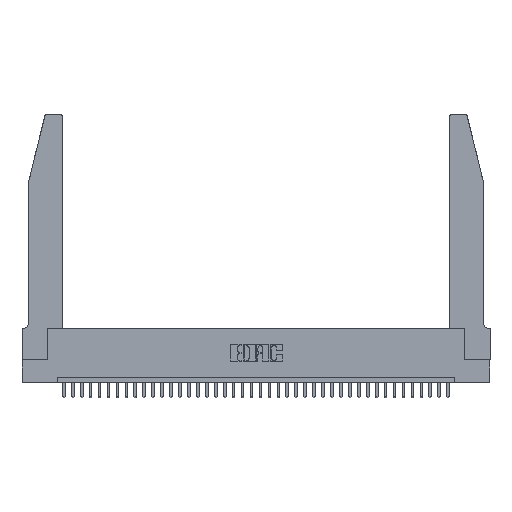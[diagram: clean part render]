
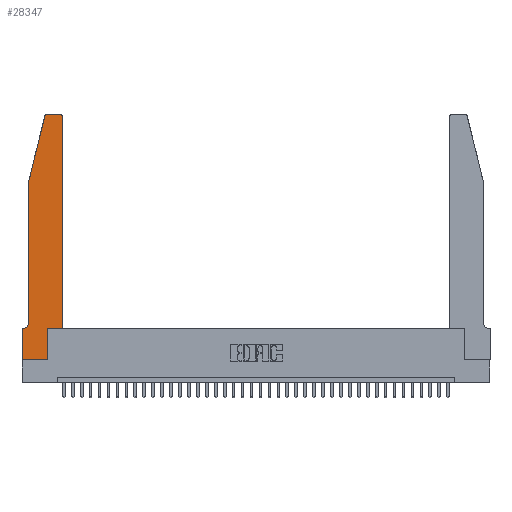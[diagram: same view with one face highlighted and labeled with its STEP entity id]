
A CAD part, top view. The second image highlights one B-rep face of the part: STEP entity #28347.
In plain terms, the highlighted planar face has unit normal (0, 0, 1).
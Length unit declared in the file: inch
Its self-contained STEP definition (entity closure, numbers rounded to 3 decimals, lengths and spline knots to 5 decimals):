
#439 = CARTESIAN_POINT ( 'NONE',  ( 0.4505, 0.35, 0.37 ) ) ;
#746 = CARTESIAN_POINT ( 'NONE',  ( 0., 0.35, 0.37 ) ) ;
#1291 = DIRECTION ( 'NONE',  ( 0., 1., 0. ) ) ;
#1436 = CARTESIAN_POINT ( 'NONE',  ( 0.0055, 0.35, 0.37 ) ) ;
#1474 = CARTESIAN_POINT ( 'NONE',  ( 0.4505, 2.72, 0.37 ) ) ;
#1604 = DIRECTION ( 'NONE',  ( 0., -1., 0. ) ) ;
#1610 = ORIENTED_EDGE ( 'NONE', *, *, #11027, .T. ) ;
#1639 = ORIENTED_EDGE ( 'NONE', *, *, #8353, .T. ) ;
#1782 = EDGE_CURVE ( 'NONE', #27024, #20445, #37327, .T. ) ;
#2061 = DIRECTION ( 'NONE',  ( 0., 0., -1. ) ) ;
#2449 = ORIENTED_EDGE ( 'NONE', *, *, #14023, .T. ) ;
#2548 = CARTESIAN_POINT ( 'NONE',  ( 0.4505, 0.35, 0.37 ) ) ;
#2834 = VECTOR ( 'NONE', #22447, 39.37008 ) ;
#2836 = DIRECTION ( 'NONE',  ( 1., 0., 0. ) ) ;
#2842 = CARTESIAN_POINT ( 'NONE',  ( 0.0755, 0.42, 0.37 ) ) ;
#3100 = VECTOR ( 'NONE', #27567, 39.37008 ) ;
#3218 = VERTEX_POINT ( 'NONE', #2842 ) ;
#3545 = CIRCLE ( 'NONE', #6746, 0.03 ) ;
#3591 = VERTEX_POINT ( 'NONE', #17137 ) ;
#4980 = DIRECTION ( 'NONE',  ( -1., 0., 0. ) ) ;
#6146 = VERTEX_POINT ( 'NONE', #439 ) ;
#6178 = EDGE_LOOP ( 'NONE', ( #20544, #27845, #2449, #29929, #1639, #9805, #14279, #15666, #6970, #8790, #1610, #14700 ) ) ;
#6746 = AXIS2_PLACEMENT_3D ( 'NONE', #19683, #20189, #2836 ) ;
#6970 = ORIENTED_EDGE ( 'NONE', *, *, #1782, .T. ) ;
#7517 = CARTESIAN_POINT ( 'NONE',  ( 0.0755, 2., 0.37 ) ) ;
#7549 = VECTOR ( 'NONE', #25437, 39.37008 ) ;
#7631 = CARTESIAN_POINT ( 'NONE',  ( 0.0755, 0.35, 0.37 ) ) ;
#7917 = FACE_OUTER_BOUND ( 'NONE', #6178, .T. ) ;
#8013 = LINE ( 'NONE', #10823, #7549 ) ;
#8258 = LINE ( 'NONE', #7517, #2834 ) ;
#8353 = EDGE_CURVE ( 'NONE', #3218, #34471, #28028, .T. ) ;
#8358 = CARTESIAN_POINT ( 'NONE',  ( 0.2865, 0., 0.37 ) ) ;
#8547 = VERTEX_POINT ( 'NONE', #746 ) ;
#8790 = ORIENTED_EDGE ( 'NONE', *, *, #9778, .T. ) ;
#9060 = LINE ( 'NONE', #2548, #33263 ) ;
#9344 = CARTESIAN_POINT ( 'NONE',  ( 0., 0., 0.37 ) ) ;
#9778 = EDGE_CURVE ( 'NONE', #20445, #6146, #37452, .T. ) ;
#9805 = ORIENTED_EDGE ( 'NONE', *, *, #26949, .T. ) ;
#10045 = EDGE_CURVE ( 'NONE', #22203, #27024, #10566, .T. ) ;
#10566 = LINE ( 'NONE', #9344, #31095 ) ;
#10823 = CARTESIAN_POINT ( 'NONE',  ( 0.0755, 2., 0.37 ) ) ;
#11027 = EDGE_CURVE ( 'NONE', #6146, #33015, #9060, .T. ) ;
#12223 = EDGE_CURVE ( 'NONE', #32370, #25157, #27226, .T. ) ;
#13089 = EDGE_CURVE ( 'NONE', #25157, #3591, #25357, .T. ) ;
#13365 = CARTESIAN_POINT ( 'NONE',  ( 0.2865, 0.35, 0.37 ) ) ;
#14023 = EDGE_CURVE ( 'NONE', #3591, #20391, #8013, .T. ) ;
#14279 = ORIENTED_EDGE ( 'NONE', *, *, #19674, .T. ) ;
#14700 = ORIENTED_EDGE ( 'NONE', *, *, #17175, .T. ) ;
#15584 = VECTOR ( 'NONE', #31146, 39.37008 ) ;
#15666 = ORIENTED_EDGE ( 'NONE', *, *, #10045, .T. ) ;
#17137 = CARTESIAN_POINT ( 'NONE',  ( 0.25487, 2.72718, 0.37 ) ) ;
#17175 = EDGE_CURVE ( 'NONE', #33015, #32370, #3545, .T. ) ;
#17985 = DIRECTION ( 'NONE',  ( 1., 0., 0. ) ) ;
#18599 = AXIS2_PLACEMENT_3D ( 'NONE', #25179, #2061, #4980 ) ;
#19674 = EDGE_CURVE ( 'NONE', #8547, #22203, #31270, .T. ) ;
#19683 = CARTESIAN_POINT ( 'NONE',  ( 0.4205, 2.72, 0.37 ) ) ;
#20189 = DIRECTION ( 'NONE',  ( 0., 0., 1. ) ) ;
#20391 = VERTEX_POINT ( 'NONE', #24539 ) ;
#20445 = VERTEX_POINT ( 'NONE', #33504 ) ;
#20544 = ORIENTED_EDGE ( 'NONE', *, *, #12223, .T. ) ;
#22203 = VERTEX_POINT ( 'NONE', #28480 ) ;
#22272 = DIRECTION ( 'NONE',  ( -1., 0., 0. ) ) ;
#22447 = DIRECTION ( 'NONE',  ( 0., -1., 0. ) ) ;
#22650 = CARTESIAN_POINT ( 'NONE',  ( 0.4205, 2.75, 0.37 ) ) ;
#23029 = PLANE ( 'NONE',  #36739 ) ;
#23183 = DIRECTION ( 'NONE',  ( 0., 1., 0. ) ) ;
#23189 = EDGE_CURVE ( 'NONE', #20391, #3218, #8258, .T. ) ;
#23462 = VECTOR ( 'NONE', #1604, 39.37008 ) ;
#24539 = CARTESIAN_POINT ( 'NONE',  ( 0.0755, 2., 0.37 ) ) ;
#25157 = VERTEX_POINT ( 'NONE', #29783 ) ;
#25179 = CARTESIAN_POINT ( 'NONE',  ( 0.0055, 0.42, 0.37 ) ) ;
#25357 = CIRCLE ( 'NONE', #35438, 0.03 ) ;
#25437 = DIRECTION ( 'NONE',  ( -0.239, -0.971, 0. ) ) ;
#25959 = DIRECTION ( 'NONE',  ( 0., 0., 1. ) ) ;
#26949 = EDGE_CURVE ( 'NONE', #34471, #8547, #31719, .T. ) ;
#27024 = VERTEX_POINT ( 'NONE', #8358 ) ;
#27226 = LINE ( 'NONE', #30256, #3100 ) ;
#27567 = DIRECTION ( 'NONE',  ( -1., 0., 0. ) ) ;
#27845 = ORIENTED_EDGE ( 'NONE', *, *, #13089, .T. ) ;
#27944 = CARTESIAN_POINT ( 'NONE',  ( 0.4505, 0.35, 0.37 ) ) ;
#28028 = CIRCLE ( 'NONE', #18599, 0.07 ) ;
#28347 = ADVANCED_FACE ( 'NONE', ( #7917 ), #23029, .T. ) ;
#28480 = CARTESIAN_POINT ( 'NONE',  ( 0., 0., 0.37 ) ) ;
#29003 = DIRECTION ( 'NONE',  ( 1., 0., 0. ) ) ;
#29561 = CARTESIAN_POINT ( 'NONE',  ( 0.284, 2.72, 0.37 ) ) ;
#29783 = CARTESIAN_POINT ( 'NONE',  ( 0.284, 2.75, 0.37 ) ) ;
#29929 = ORIENTED_EDGE ( 'NONE', *, *, #23189, .T. ) ;
#30083 = VECTOR ( 'NONE', #1291, 39.37008 ) ;
#30256 = CARTESIAN_POINT ( 'NONE',  ( 0.2605, 2.75, 0.37 ) ) ;
#31095 = VECTOR ( 'NONE', #17985, 39.37008 ) ;
#31146 = DIRECTION ( 'NONE',  ( 1., 0., 0. ) ) ;
#31270 = LINE ( 'NONE', #36841, #23462 ) ;
#31719 = LINE ( 'NONE', #7631, #36650 ) ;
#32135 = DIRECTION ( 'NONE',  ( 0., 0., 1. ) ) ;
#32196 = CARTESIAN_POINT ( 'NONE',  ( 0., 0.35, 0.37 ) ) ;
#32370 = VERTEX_POINT ( 'NONE', #22650 ) ;
#33015 = VERTEX_POINT ( 'NONE', #1474 ) ;
#33263 = VECTOR ( 'NONE', #23183, 39.37008 ) ;
#33504 = CARTESIAN_POINT ( 'NONE',  ( 0.2865, 0.35, 0.37 ) ) ;
#34471 = VERTEX_POINT ( 'NONE', #1436 ) ;
#35438 = AXIS2_PLACEMENT_3D ( 'NONE', #29561, #32135, #35772 ) ;
#35772 = DIRECTION ( 'NONE',  ( 1., 0., 0. ) ) ;
#36650 = VECTOR ( 'NONE', #22272, 39.37008 ) ;
#36739 = AXIS2_PLACEMENT_3D ( 'NONE', #32196, #25959, #29003 ) ;
#36841 = CARTESIAN_POINT ( 'NONE',  ( 0., 0., 0.37 ) ) ;
#37327 = LINE ( 'NONE', #13365, #30083 ) ;
#37452 = LINE ( 'NONE', #27944, #15584 ) ;
